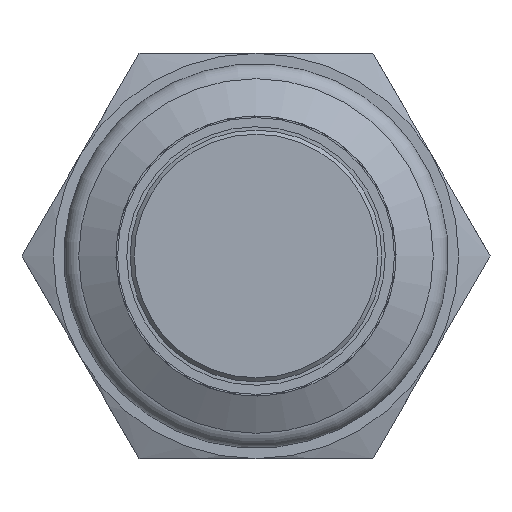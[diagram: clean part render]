
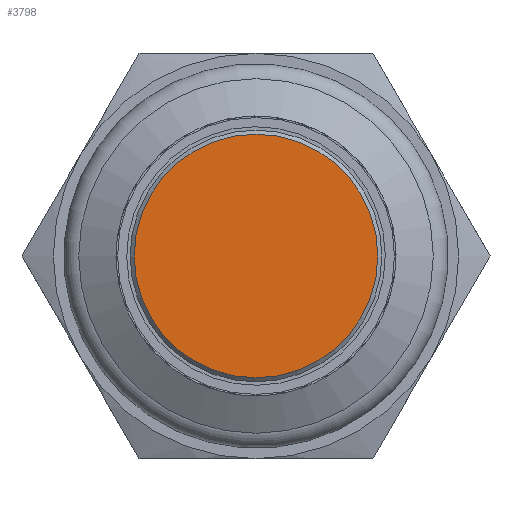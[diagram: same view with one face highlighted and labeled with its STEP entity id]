
A CAD part, left-side view. The second image highlights one B-rep face of the part: STEP entity #3798.
In plain terms, the highlighted planar face has unit normal (-1, 0, 0).
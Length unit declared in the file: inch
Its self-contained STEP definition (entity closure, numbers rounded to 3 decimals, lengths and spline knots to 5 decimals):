
#3767=CARTESIAN_POINT('',(-2.25,0.3005,0.));
#3768=VERTEX_POINT('',#3767);
#3769=CARTESIAN_POINT('',(-2.25,0.0,0.0));
#3770=DIRECTION('',(1.0,0.0,0.0));
#3771=DIRECTION('',(0.0,-1.0,0.0));
#3772=AXIS2_PLACEMENT_3D('',#3769,#3770,#3771);
#3773=CIRCLE('',#3772,0.3005);
#3774=EDGE_CURVE('',#3768,#3768,#3773,.T.);
#3790=CARTESIAN_POINT('',(-2.25,0.15525,0.0));
#3791=DIRECTION('',(-1.0,0.0,0.0));
#3792=DIRECTION('',(0.0,0.0,1.0));
#3793=AXIS2_PLACEMENT_3D('',#3790,#3791,#3792);
#3794=PLANE('',#3793);
#3795=ORIENTED_EDGE('',*,*,#3774,.F.);
#3796=EDGE_LOOP('',(#3795));
#3797=FACE_OUTER_BOUND('',#3796,.T.);
#3798=ADVANCED_FACE('',(#3797),#3794,.T.);
